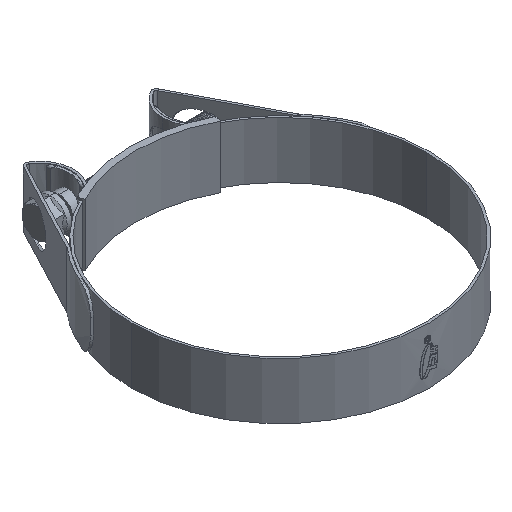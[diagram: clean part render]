
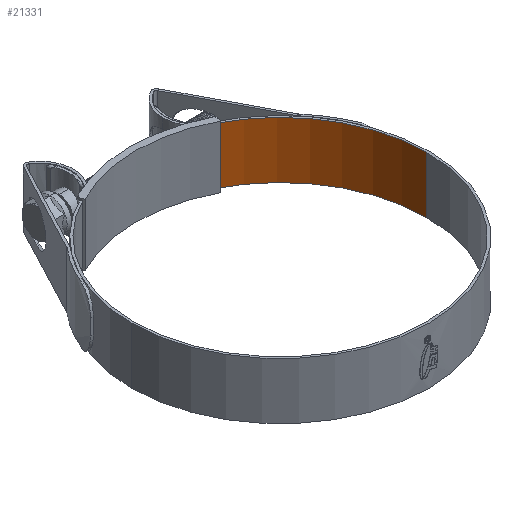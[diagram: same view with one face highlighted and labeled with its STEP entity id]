
A CAD part, isometric view. The second image highlights one B-rep face of the part: STEP entity #21331.
In plain terms, the highlighted cylindrical face has radius 65 mm (diameter 130 mm), a partial arc.
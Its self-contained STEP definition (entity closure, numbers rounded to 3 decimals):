
#465 = FACE_OUTER_BOUND ( 'NONE', #37357, .T. ) ;
#1727 = DIRECTION ( 'NONE',  ( 0., 0., -1. ) ) ;
#2658 = VECTOR ( 'NONE', #21662, 1000. ) ;
#2786 = AXIS2_PLACEMENT_3D ( 'NONE', #21797, #1727, #16561 ) ;
#2921 = DIRECTION ( 'NONE',  ( 0., 0., -1. ) ) ;
#3421 = VECTOR ( 'NONE', #2921, 1000. ) ;
#4408 = VERTEX_POINT ( 'NONE', #28165 ) ;
#5714 = EDGE_CURVE ( 'NONE', #4408, #37599, #30604, .T. ) ;
#5810 = AXIS2_PLACEMENT_3D ( 'NONE', #32740, #12356, #18168 ) ;
#6424 = LINE ( 'NONE', #33283, #3421 ) ;
#9253 = EDGE_CURVE ( 'NONE', #9575, #37599, #13302, .T. ) ;
#9575 = VERTEX_POINT ( 'NONE', #28104 ) ;
#10192 = CARTESIAN_POINT ( 'NONE',  ( 65., 0., 12.5 ) ) ;
#11286 = CARTESIAN_POINT ( 'NONE',  ( 65., 0., -12.5 ) ) ;
#12356 = DIRECTION ( 'NONE',  ( 0., 0., -1. ) ) ;
#12791 = CIRCLE ( 'NONE', #2786, 65. ) ;
#13302 = CIRCLE ( 'NONE', #5810, 65. ) ;
#15045 = ORIENTED_EDGE ( 'NONE', *, *, #5714, .F. ) ;
#15488 = CARTESIAN_POINT ( 'NONE',  ( 0., 0., 12.5 ) ) ;
#16561 = DIRECTION ( 'NONE',  ( -1., 0., 0. ) ) ;
#16866 = EDGE_CURVE ( 'NONE', #17197, #9575, #6424, .T. ) ;
#16957 = CARTESIAN_POINT ( 'NONE',  ( 28.125, 58.6, 12.5 ) ) ;
#17139 = EDGE_CURVE ( 'NONE', #17197, #4408, #12791, .T. ) ;
#17197 = VERTEX_POINT ( 'NONE', #16957 ) ;
#18168 = DIRECTION ( 'NONE',  ( -1., 0., 0. ) ) ;
#18383 = DIRECTION ( 'NONE',  ( -1., 0., 0. ) ) ;
#21331 = ADVANCED_FACE ( 'NONE', ( #465 ), #24795, .F. ) ;
#21662 = DIRECTION ( 'NONE',  ( 0., 0., -1. ) ) ;
#21797 = CARTESIAN_POINT ( 'NONE',  ( 0., 0., 12.5 ) ) ;
#24795 = CYLINDRICAL_SURFACE ( 'NONE', #31470, 65. ) ;
#28104 = CARTESIAN_POINT ( 'NONE',  ( 28.125, 58.6, -12.5 ) ) ;
#28165 = CARTESIAN_POINT ( 'NONE',  ( 65., 0., 12.5 ) ) ;
#30604 = LINE ( 'NONE', #10192, #2658 ) ;
#31470 = AXIS2_PLACEMENT_3D ( 'NONE', #15488, #33149, #18383 ) ;
#32740 = CARTESIAN_POINT ( 'NONE',  ( 0., 0., -12.5 ) ) ;
#33149 = DIRECTION ( 'NONE',  ( 0., 0., -1. ) ) ;
#33283 = CARTESIAN_POINT ( 'NONE',  ( 28.125, 58.6, 12.5 ) ) ;
#33695 = ORIENTED_EDGE ( 'NONE', *, *, #9253, .T. ) ;
#35498 = ORIENTED_EDGE ( 'NONE', *, *, #16866, .T. ) ;
#35827 = ORIENTED_EDGE ( 'NONE', *, *, #17139, .F. ) ;
#37357 = EDGE_LOOP ( 'NONE', ( #15045, #35827, #35498, #33695 ) ) ;
#37599 = VERTEX_POINT ( 'NONE', #11286 ) ;
